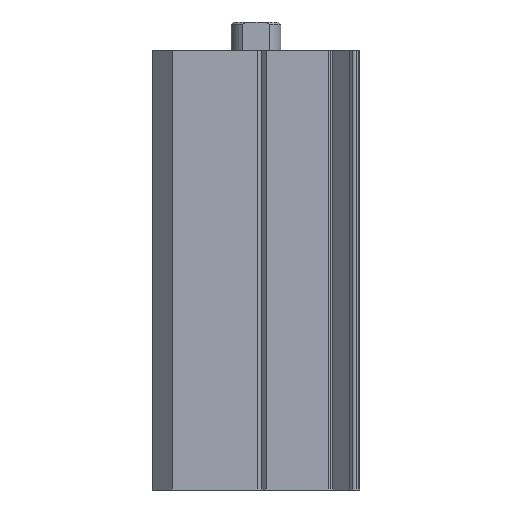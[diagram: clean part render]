
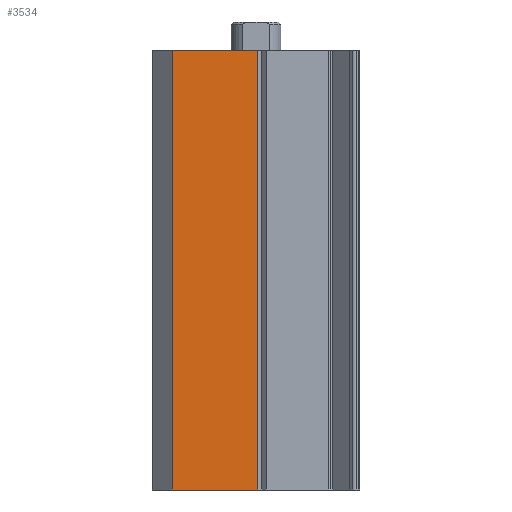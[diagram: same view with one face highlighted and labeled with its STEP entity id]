
A CAD part, left-side view. The second image highlights one B-rep face of the part: STEP entity #3534.
In plain terms, the highlighted planar face has unit normal (-1, 0, 0).
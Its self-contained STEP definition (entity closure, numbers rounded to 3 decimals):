
#6 = VECTOR ( 'NONE', #1665, 1000. ) ;
#181 = VERTEX_POINT ( 'NONE', #1463 ) ;
#258 = PLANE ( 'NONE',  #1707 ) ;
#324 = DIRECTION ( 'NONE',  ( 0., -1., 0. ) ) ;
#366 = CARTESIAN_POINT ( 'NONE',  ( -12.5, -0.208, -26.5 ) ) ;
#591 = ORIENTED_EDGE ( 'NONE', *, *, #3775, .T. ) ;
#781 = EDGE_LOOP ( 'NONE', ( #1156, #3322, #2543, #591 ) ) ;
#793 = EDGE_CURVE ( 'NONE', #3910, #3345, #1691, .T. ) ;
#890 = VECTOR ( 'NONE', #1341, 1000. ) ;
#892 = VECTOR ( 'NONE', #324, 1000. ) ;
#944 = CARTESIAN_POINT ( 'NONE',  ( -12.5, 10.13, -26.5 ) ) ;
#1026 = CARTESIAN_POINT ( 'NONE',  ( -12.5, 10.13, 26.5 ) ) ;
#1156 = ORIENTED_EDGE ( 'NONE', *, *, #2337, .T. ) ;
#1314 = VECTOR ( 'NONE', #3862, 1000. ) ;
#1341 = DIRECTION ( 'NONE',  ( 0., 0., -1. ) ) ;
#1343 = CARTESIAN_POINT ( 'NONE',  ( -12.5, 10.13, 26.5 ) ) ;
#1463 = CARTESIAN_POINT ( 'NONE',  ( -12.5, -0.208, -26.5 ) ) ;
#1532 = DIRECTION ( 'NONE',  ( 0., 0., -1. ) ) ;
#1665 = DIRECTION ( 'NONE',  ( 0., -1., 0. ) ) ;
#1691 = LINE ( 'NONE', #2644, #6 ) ;
#1707 = AXIS2_PLACEMENT_3D ( 'NONE', #3144, #3474, #1532 ) ;
#1905 = LINE ( 'NONE', #1026, #890 ) ;
#2337 = EDGE_CURVE ( 'NONE', #2860, #181, #3450, .T. ) ;
#2520 = FACE_OUTER_BOUND ( 'NONE', #781, .T. ) ;
#2543 = ORIENTED_EDGE ( 'NONE', *, *, #793, .F. ) ;
#2644 = CARTESIAN_POINT ( 'NONE',  ( -12.5, -12.5, 26.5 ) ) ;
#2691 = CARTESIAN_POINT ( 'NONE',  ( -12.5, -0.208, 26.5 ) ) ;
#2860 = VERTEX_POINT ( 'NONE', #944 ) ;
#2864 = CARTESIAN_POINT ( 'NONE',  ( -12.5, -12.5, -26.5 ) ) ;
#3144 = CARTESIAN_POINT ( 'NONE',  ( -12.5, -12.5, 26.5 ) ) ;
#3322 = ORIENTED_EDGE ( 'NONE', *, *, #3840, .T. ) ;
#3345 = VERTEX_POINT ( 'NONE', #2691 ) ;
#3450 = LINE ( 'NONE', #2864, #892 ) ;
#3474 = DIRECTION ( 'NONE',  ( 1., 0., 0. ) ) ;
#3534 = ADVANCED_FACE ( 'NONE', ( #2520 ), #258, .F. ) ;
#3775 = EDGE_CURVE ( 'NONE', #3910, #2860, #1905, .T. ) ;
#3840 = EDGE_CURVE ( 'NONE', #181, #3345, #3975, .T. ) ;
#3862 = DIRECTION ( 'NONE',  ( 0., 0., 1. ) ) ;
#3910 = VERTEX_POINT ( 'NONE', #1343 ) ;
#3975 = LINE ( 'NONE', #366, #1314 ) ;
